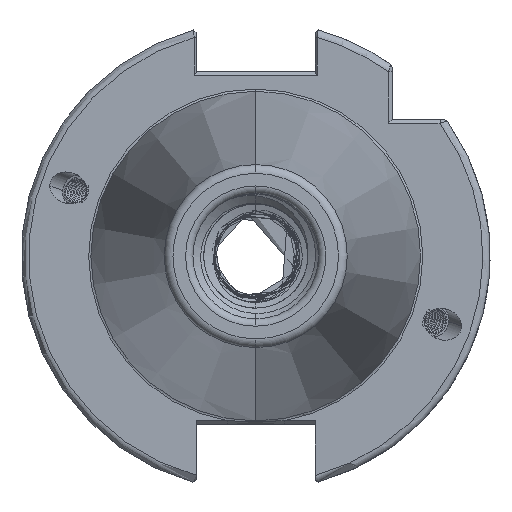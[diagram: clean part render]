
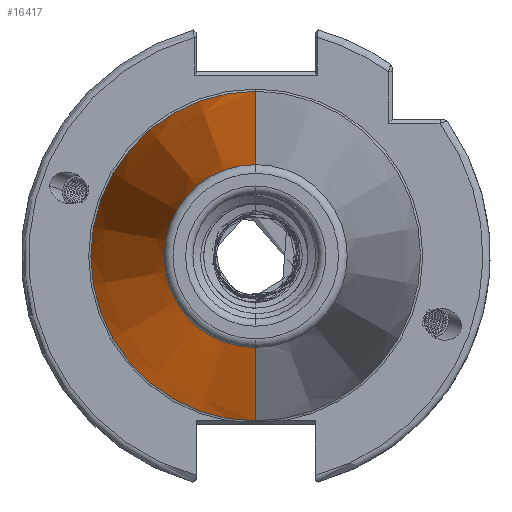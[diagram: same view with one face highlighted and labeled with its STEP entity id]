
A CAD part, left-side view. The second image highlights one B-rep face of the part: STEP entity #16417.
In plain terms, the highlighted conical face has half-angle 8.297 degrees and reference radius 22.692 mm.
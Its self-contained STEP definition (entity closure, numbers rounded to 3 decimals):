
#5623 = CARTESIAN_POINT ( 'NONE',  ( 0., 0., 0. ) ) ;
#5633 = DIRECTION ( 'NONE',  ( 0., 0., -1. ) ) ;
#5658 = DIRECTION ( 'NONE',  ( 1., 0., 0. ) ) ;
#6541 = VERTEX_POINT ( 'NONE', #13362 ) ;
#6562 = VERTEX_POINT ( 'NONE', #13407 ) ;
#6594 = VERTEX_POINT ( 'NONE', #13403 ) ;
#6598 = VERTEX_POINT ( 'NONE', #13409 ) ;
#6676 = ORIENTED_EDGE ( 'NONE', *, *, #13057, .T. ) ;
#6709 = CONICAL_SURFACE ( 'NONE', #13658, 22.692, 0.145 ) ;
#6734 = FACE_OUTER_BOUND ( 'NONE', #7693, .T. ) ;
#7693 = EDGE_LOOP ( 'NONE', ( #15936, #6676, #15938, #15940 ) ) ;
#9820 = CIRCLE ( 'NONE', #9945, 22.327 ) ;
#9854 = CIRCLE ( 'NONE', #9951, 12.4 ) ;
#9855 = LINE ( 'NONE', #14998, #9881 ) ;
#9861 = VECTOR ( 'NONE', #14987, 1000. ) ;
#9878 = LINE ( 'NONE', #14977, #9861 ) ;
#9881 = VECTOR ( 'NONE', #14989, 1000. ) ;
#9945 = AXIS2_PLACEMENT_3D ( 'NONE', #14867, #14862, #14855 ) ;
#9951 = AXIS2_PLACEMENT_3D ( 'NONE', #15058, #15069, #15070 ) ;
#13025 = EDGE_CURVE ( 'NONE', #6562, #6594, #9820, .T. ) ;
#13049 = EDGE_CURVE ( 'NONE', #6541, #6562, #9855, .T. ) ;
#13057 = EDGE_CURVE ( 'NONE', #6598, #6594, #9878, .T. ) ;
#13068 = EDGE_CURVE ( 'NONE', #6541, #6598, #9854, .T. ) ;
#13362 = CARTESIAN_POINT ( 'NONE',  ( -70.573, 0., -12.4 ) ) ;
#13403 = CARTESIAN_POINT ( 'NONE',  ( -2.5, 0., 22.327 ) ) ;
#13407 = CARTESIAN_POINT ( 'NONE',  ( -2.5, 0., -22.327 ) ) ;
#13409 = CARTESIAN_POINT ( 'NONE',  ( -70.573, 0., 12.4 ) ) ;
#13658 = AXIS2_PLACEMENT_3D ( 'NONE', #5623, #5658, #5633 ) ;
#14855 = DIRECTION ( 'NONE',  ( 0., 0., -1. ) ) ;
#14862 = DIRECTION ( 'NONE',  ( 1., 0., 0. ) ) ;
#14867 = CARTESIAN_POINT ( 'NONE',  ( -2.5, 0., 0. ) ) ;
#14977 = CARTESIAN_POINT ( 'NONE',  ( 0., 0., 22.692 ) ) ;
#14987 = DIRECTION ( 'NONE',  ( 0.99, 0., 0.144 ) ) ;
#14989 = DIRECTION ( 'NONE',  ( 0.99, 0., -0.144 ) ) ;
#14998 = CARTESIAN_POINT ( 'NONE',  ( 0., 0., -22.692 ) ) ;
#15058 = CARTESIAN_POINT ( 'NONE',  ( -70.573, 0., 0. ) ) ;
#15069 = DIRECTION ( 'NONE',  ( 1., 0., 0. ) ) ;
#15070 = DIRECTION ( 'NONE',  ( 0., 0., 1. ) ) ;
#15936 = ORIENTED_EDGE ( 'NONE', *, *, #13068, .T. ) ;
#15938 = ORIENTED_EDGE ( 'NONE', *, *, #13025, .F. ) ;
#15940 = ORIENTED_EDGE ( 'NONE', *, *, #13049, .F. ) ;
#16417 = ADVANCED_FACE ( 'NONE', ( #6734 ), #6709, .T. ) ;
